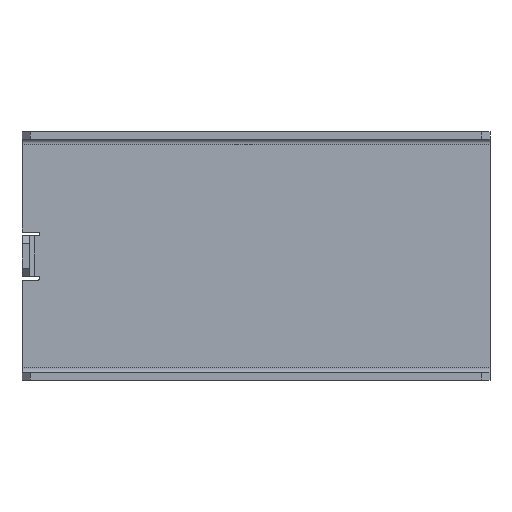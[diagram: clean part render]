
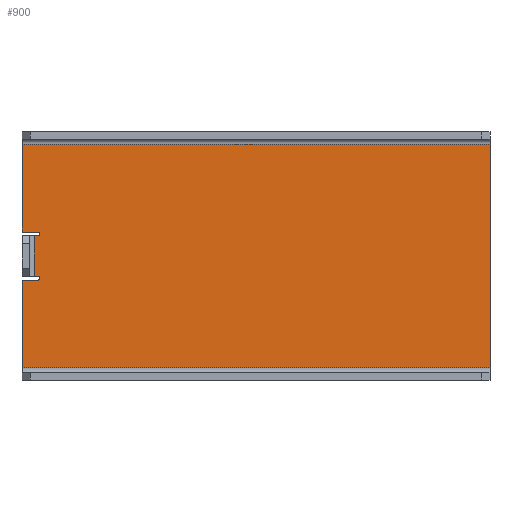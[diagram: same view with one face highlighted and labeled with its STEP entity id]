
A CAD part, top view. The second image highlights one B-rep face of the part: STEP entity #900.
In plain terms, the highlighted planar face has unit normal (0, 0, 1).
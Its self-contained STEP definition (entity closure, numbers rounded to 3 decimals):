
#18=LINE('',#1362,#96);
#19=LINE('',#1364,#97);
#20=LINE('',#1366,#98);
#21=LINE('',#1368,#99);
#22=LINE('',#1370,#100);
#23=LINE('',#1372,#101);
#24=LINE('',#1374,#102);
#25=LINE('',#1378,#103);
#26=LINE('',#1380,#104);
#27=LINE('',#1381,#105);
#96=VECTOR('',#1113,4.953);
#97=VECTOR('',#1114,27.432);
#98=VECTOR('',#1115,146.05);
#99=VECTOR('',#1116,69.85);
#100=VECTOR('',#1117,146.05);
#101=VECTOR('',#1118,27.432);
#102=VECTOR('',#1119,4.953);
#103=VECTOR('',#1122,1.143);
#104=VECTOR('',#1123,12.7);
#105=VECTOR('',#1124,1.143);
#174=PLANE('',#977);
#254=FACE_OUTER_BOUND('',#316,.T.);
#316=EDGE_LOOP('',(#652,#653,#654,#655,#656,#657,#658,#659,#660,#661,#662,
#663));
#404=CIRCLE('',#978,0.572);
#405=CIRCLE('',#979,0.572);
#446=VERTEX_POINT('',#1358);
#447=VERTEX_POINT('',#1359);
#448=VERTEX_POINT('',#1361);
#449=VERTEX_POINT('',#1363);
#450=VERTEX_POINT('',#1365);
#451=VERTEX_POINT('',#1367);
#452=VERTEX_POINT('',#1369);
#453=VERTEX_POINT('',#1371);
#454=VERTEX_POINT('',#1373);
#455=VERTEX_POINT('',#1375);
#456=VERTEX_POINT('',#1377);
#457=VERTEX_POINT('',#1379);
#532=EDGE_CURVE('',#446,#447,#404,.T.);
#533=EDGE_CURVE('',#448,#446,#18,.T.);
#534=EDGE_CURVE('',#448,#449,#19,.T.);
#535=EDGE_CURVE('',#450,#449,#20,.T.);
#536=EDGE_CURVE('',#450,#451,#21,.T.);
#537=EDGE_CURVE('',#452,#451,#22,.T.);
#538=EDGE_CURVE('',#452,#453,#23,.T.);
#539=EDGE_CURVE('',#454,#453,#24,.T.);
#540=EDGE_CURVE('',#455,#454,#405,.T.);
#541=EDGE_CURVE('',#456,#455,#25,.T.);
#542=EDGE_CURVE('',#457,#456,#26,.T.);
#543=EDGE_CURVE('',#447,#457,#27,.T.);
#652=ORIENTED_EDGE('',*,*,#532,.F.);
#653=ORIENTED_EDGE('',*,*,#533,.F.);
#654=ORIENTED_EDGE('',*,*,#534,.T.);
#655=ORIENTED_EDGE('',*,*,#535,.F.);
#656=ORIENTED_EDGE('',*,*,#536,.T.);
#657=ORIENTED_EDGE('',*,*,#537,.F.);
#658=ORIENTED_EDGE('',*,*,#538,.T.);
#659=ORIENTED_EDGE('',*,*,#539,.F.);
#660=ORIENTED_EDGE('',*,*,#540,.F.);
#661=ORIENTED_EDGE('',*,*,#541,.F.);
#662=ORIENTED_EDGE('',*,*,#542,.F.);
#663=ORIENTED_EDGE('',*,*,#543,.F.);
#900=ADVANCED_FACE('',(#254),#174,.T.);
#977=AXIS2_PLACEMENT_3D('',#1357,#1109,#1110);
#978=AXIS2_PLACEMENT_3D('',#1360,#1111,#1112);
#979=AXIS2_PLACEMENT_3D('',#1376,#1120,#1121);
#1109=DIRECTION('center_axis',(0.,0.,
1.));
#1110=DIRECTION('ref_axis',(1.,0.,0.));
#1111=DIRECTION('center_axis',(0.,0.,
1.));
#1112=DIRECTION('ref_axis',(1.,0.,0.));
#1113=DIRECTION('',(1.,0.,0.));
#1114=DIRECTION('',(0.,-1.,0.));
#1115=DIRECTION('',(-1.,0.,0.));
#1116=DIRECTION('',(0.,1.,0.));
#1117=DIRECTION('',(1.,0.,0.));
#1118=DIRECTION('',(0.,-1.,0.));
#1119=DIRECTION('',(-1.,0.,0.));
#1120=DIRECTION('center_axis',(0.,0.,
1.));
#1121=DIRECTION('ref_axis',(1.,0.,0.));
#1122=DIRECTION('',(1.,0.,0.));
#1123=DIRECTION('',(0.,1.,0.));
#1124=DIRECTION('',(-1.,0.,0.));
#1357=CARTESIAN_POINT('Origin',(-152.4,-77.47,3.556));
#1358=CARTESIAN_POINT('',(-143.652,-46.228,3.556));
#1359=CARTESIAN_POINT('',(-143.652,-45.085,3.556));
#1360=CARTESIAN_POINT('Origin',(-143.652,-45.657,3.556));
#1361=CARTESIAN_POINT('',(-148.605,-46.228,3.556));
#1362=CARTESIAN_POINT('',(-148.605,-46.228,3.556));
#1363=CARTESIAN_POINT('',(-148.605,-73.66,3.556));
#1364=CARTESIAN_POINT('',(-148.605,-77.47,3.556));
#1365=CARTESIAN_POINT('',(-2.555,-73.66,3.556));
#1366=CARTESIAN_POINT('',(0.,-73.66,3.556));
#1367=CARTESIAN_POINT('',(-2.555,-3.81,3.556));
#1368=CARTESIAN_POINT('',(-2.555,-77.47,3.556));
#1369=CARTESIAN_POINT('',(-148.605,-3.81,3.556));
#1370=CARTESIAN_POINT('',(-152.4,-3.81,3.556));
#1371=CARTESIAN_POINT('',(-148.605,-31.242,3.556));
#1372=CARTESIAN_POINT('',(-148.605,-77.47,3.556));
#1373=CARTESIAN_POINT('',(-143.652,-31.242,3.556));
#1374=CARTESIAN_POINT('',(-143.652,-31.242,3.556));
#1375=CARTESIAN_POINT('',(-143.652,-32.385,3.556));
#1376=CARTESIAN_POINT('Origin',(-143.652,-31.814,3.556));
#1377=CARTESIAN_POINT('',(-144.795,-32.385,3.556));
#1378=CARTESIAN_POINT('',(-144.795,-32.385,3.556));
#1379=CARTESIAN_POINT('',(-144.795,-45.085,3.556));
#1380=CARTESIAN_POINT('',(-144.795,-45.085,3.556));
#1381=CARTESIAN_POINT('',(-143.652,-45.085,3.556));
